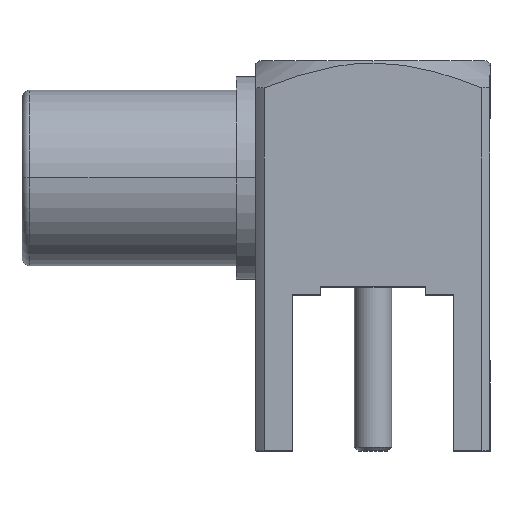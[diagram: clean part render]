
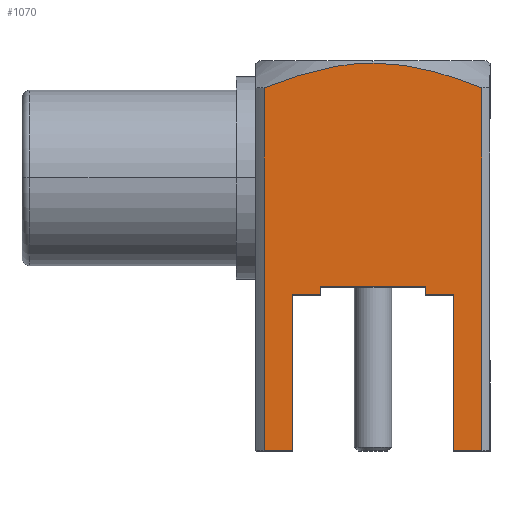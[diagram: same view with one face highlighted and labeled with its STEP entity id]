
A CAD part, top view. The second image highlights one B-rep face of the part: STEP entity #1070.
In plain terms, the highlighted planar face has unit normal (0, 0, 1).
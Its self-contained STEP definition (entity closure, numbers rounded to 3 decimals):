
#51 = VECTOR ( 'NONE', #3749, 1000. ) ;
#96 = EDGE_CURVE ( 'NONE', #1302, #1030, #3540, .T. ) ;
#118 = EDGE_CURVE ( 'NONE', #1907, #1336, #3356, .T. ) ;
#122 = ORIENTED_EDGE ( 'NONE', *, *, #2609, .T. ) ;
#144 = EDGE_CURVE ( 'NONE', #2707, #898, #670, .T. ) ;
#147 = VECTOR ( 'NONE', #3227, 1000. ) ;
#156 = LINE ( 'NONE', #3764, #2458 ) ;
#227 = EDGE_CURVE ( 'NONE', #1954, #888, #156, .T. ) ;
#233 = ORIENTED_EDGE ( 'NONE', *, *, #2322, .T. ) ;
#239 = VERTEX_POINT ( 'NONE', #3185 ) ;
#255 = EDGE_CURVE ( 'NONE', #2707, #2720, #869, .T. ) ;
#262 = DIRECTION ( 'NONE',  ( 1., 0., 0. ) ) ;
#269 = VERTEX_POINT ( 'NONE', #777 ) ;
#285 = CARTESIAN_POINT ( 'NONE',  ( 9., 2.942, 3. ) ) ;
#289 = AXIS2_PLACEMENT_3D ( 'NONE', #1667, #3447, #1344 ) ;
#308 = LINE ( 'NONE', #2175, #2608 ) ;
#353 = VECTOR ( 'NONE', #2750, 1000. ) ;
#411 = CARTESIAN_POINT ( 'NONE',  ( 7.65, -2.8, 3. ) ) ;
#417 = DIRECTION ( 'NONE',  ( 1., 0., 0. ) ) ;
#471 = CARTESIAN_POINT ( 'NONE',  ( 11.795, 3.708, 3. ) ) ;
#486 = VECTOR ( 'NONE', #743, 1000. ) ;
#573 = CARTESIAN_POINT ( 'NONE',  ( 9.483, 2.925, 3. ) ) ;
#601 = CARTESIAN_POINT ( 'NONE',  ( 7.65, -2.8, 3. ) ) ;
#670 = LINE ( 'NONE', #601, #2274 ) ;
#710 = CARTESIAN_POINT ( 'NONE',  ( 7.65, -3., 3. ) ) ;
#743 = DIRECTION ( 'NONE',  ( 0., -1., 0. ) ) ;
#777 = CARTESIAN_POINT ( 'NONE',  ( 9., 2.942, 3. ) ) ;
#824 = EDGE_CURVE ( 'NONE', #1336, #269, #3376, .T. ) ;
#869 = LINE ( 'NONE', #1092, #51 ) ;
#882 = CARTESIAN_POINT ( 'NONE',  ( 8.043, 2.873, 3. ) ) ;
#885 = EDGE_CURVE ( 'NONE', #239, #888, #3730, .T. ) ;
#888 = VERTEX_POINT ( 'NONE', #3837 ) ;
#889 = CARTESIAN_POINT ( 'NONE',  ( 10.193, 2.814, 3. ) ) ;
#897 = EDGE_LOOP ( 'NONE', ( #1987, #3780, #3367, #3514, #1120, #2314, #233, #1628, #2568, #3685, #1069, #122, #1346 ) ) ;
#898 = VERTEX_POINT ( 'NONE', #1447 ) ;
#945 = FACE_OUTER_BOUND ( 'NONE', #897, .T. ) ;
#981 = DIRECTION ( 'NONE',  ( 0., -1., 0. ) ) ;
#996 = B_SPLINE_CURVE_WITH_KNOTS ( 'NONE', 3,
 ( #1774, #2052, #882, #2979, #1197, #3281 ),
 .UNSPECIFIED., .F., .F.,
 ( 4, 2, 4 ),
 ( 0.006, 0.008, 0.009 ),
 .UNSPECIFIED. ) ;
#1030 = VERTEX_POINT ( 'NONE', #2897 ) ;
#1069 = ORIENTED_EDGE ( 'NONE', *, *, #3827, .T. ) ;
#1070 = ADVANCED_FACE ( 'NONE', ( #945 ), #3748, .T. ) ;
#1092 = CARTESIAN_POINT ( 'NONE',  ( 7.65, 11.485, 3. ) ) ;
#1120 = ORIENTED_EDGE ( 'NONE', *, *, #1693, .T. ) ;
#1169 = CARTESIAN_POINT ( 'NONE',  ( 4.9, -7., 3. ) ) ;
#1179 = CARTESIAN_POINT ( 'NONE',  ( 6.205, 2.307, 3. ) ) ;
#1197 = CARTESIAN_POINT ( 'NONE',  ( 6.653, 2.483, 3. ) ) ;
#1229 = DIRECTION ( 'NONE',  ( 0., 1., 0. ) ) ;
#1302 = VERTEX_POINT ( 'NONE', #1845 ) ;
#1336 = VERTEX_POINT ( 'NONE', #1925 ) ;
#1344 = DIRECTION ( 'NONE',  ( -1., 0., 0. ) ) ;
#1346 = ORIENTED_EDGE ( 'NONE', *, *, #885, .T. ) ;
#1354 = CARTESIAN_POINT ( 'NONE',  ( 4.9, -7., 3. ) ) ;
#1359 = LINE ( 'NONE', #1354, #3649 ) ;
#1412 = VECTOR ( 'NONE', #981, 1000. ) ;
#1441 = CARTESIAN_POINT ( 'NONE',  ( 6.925, -3., 3. ) ) ;
#1447 = CARTESIAN_POINT ( 'NONE',  ( 10.35, -2.8, 3. ) ) ;
#1608 = CARTESIAN_POINT ( 'NONE',  ( 10.35, -3., 3. ) ) ;
#1628 = ORIENTED_EDGE ( 'NONE', *, *, #2010, .T. ) ;
#1667 = CARTESIAN_POINT ( 'NONE',  ( 6., -7., 3. ) ) ;
#1693 = EDGE_CURVE ( 'NONE', #898, #1302, #1759, .T. ) ;
#1759 = LINE ( 'NONE', #2760, #147 ) ;
#1774 = CARTESIAN_POINT ( 'NONE',  ( 9., 2.942, 3. ) ) ;
#1790 = CARTESIAN_POINT ( 'NONE',  ( 11.347, 2.483, 3. ) ) ;
#1845 = CARTESIAN_POINT ( 'NONE',  ( 10.35, -3., 3. ) ) ;
#1907 = VERTEX_POINT ( 'NONE', #3283 ) ;
#1912 = VERTEX_POINT ( 'NONE', #1179 ) ;
#1925 = CARTESIAN_POINT ( 'NONE',  ( 11.795, 2.307, 3. ) ) ;
#1954 = VERTEX_POINT ( 'NONE', #1441 ) ;
#1987 = ORIENTED_EDGE ( 'NONE', *, *, #227, .F. ) ;
#2010 = EDGE_CURVE ( 'NONE', #3406, #1907, #1359, .T. ) ;
#2052 = CARTESIAN_POINT ( 'NONE',  ( 8.516, 2.942, 3. ) ) ;
#2175 = CARTESIAN_POINT ( 'NONE',  ( 7.65, -3., 3. ) ) ;
#2220 = EDGE_CURVE ( 'NONE', #1954, #2720, #308, .T. ) ;
#2274 = VECTOR ( 'NONE', #2408, 1000. ) ;
#2314 = ORIENTED_EDGE ( 'NONE', *, *, #96, .T. ) ;
#2322 = EDGE_CURVE ( 'NONE', #1030, #3406, #3657, .T. ) ;
#2368 = CARTESIAN_POINT ( 'NONE',  ( 11.075, -7., 3. ) ) ;
#2374 = CARTESIAN_POINT ( 'NONE',  ( 9.24, 2.942, 3. ) ) ;
#2408 = DIRECTION ( 'NONE',  ( 1., 0., 0. ) ) ;
#2458 = VECTOR ( 'NONE', #3287, 1000. ) ;
#2558 = VECTOR ( 'NONE', #1229, 1000. ) ;
#2568 = ORIENTED_EDGE ( 'NONE', *, *, #118, .T. ) ;
#2608 = VECTOR ( 'NONE', #417, 1000. ) ;
#2609 = EDGE_CURVE ( 'NONE', #1912, #239, #3692, .T. ) ;
#2684 = CARTESIAN_POINT ( 'NONE',  ( 9.959, 2.861, 3. ) ) ;
#2707 = VERTEX_POINT ( 'NONE', #411 ) ;
#2720 = VERTEX_POINT ( 'NONE', #710 ) ;
#2750 = DIRECTION ( 'NONE',  ( 1., 0., 0. ) ) ;
#2760 = CARTESIAN_POINT ( 'NONE',  ( 10.35, 11.485, 3. ) ) ;
#2768 = CARTESIAN_POINT ( 'NONE',  ( 6.205, 3.708, 3. ) ) ;
#2897 = CARTESIAN_POINT ( 'NONE',  ( 11.075, -3., 3. ) ) ;
#2958 = VECTOR ( 'NONE', #262, 1000. ) ;
#2979 = CARTESIAN_POINT ( 'NONE',  ( 7.113, 2.643, 3. ) ) ;
#2985 = CARTESIAN_POINT ( 'NONE',  ( 10.89, 2.641, 3. ) ) ;
#3132 = CARTESIAN_POINT ( 'NONE',  ( 11.075, 5.333, 3. ) ) ;
#3162 = DIRECTION ( 'NONE',  ( 1., 0., 0. ) ) ;
#3185 = CARTESIAN_POINT ( 'NONE',  ( 6.205, -7., 3. ) ) ;
#3227 = DIRECTION ( 'NONE',  ( 0., -1., 0. ) ) ;
#3281 = CARTESIAN_POINT ( 'NONE',  ( 6.205, 2.307, 3. ) ) ;
#3283 = CARTESIAN_POINT ( 'NONE',  ( 11.795, -7., 3. ) ) ;
#3287 = DIRECTION ( 'NONE',  ( 0., -1., 0. ) ) ;
#3356 = LINE ( 'NONE', #471, #2558 ) ;
#3367 = ORIENTED_EDGE ( 'NONE', *, *, #255, .F. ) ;
#3376 = B_SPLINE_CURVE_WITH_KNOTS ( 'NONE', 3,
 ( #3569, #1790, #2985, #889, #2684, #573, #2374, #285 ),
 .UNSPECIFIED., .F., .F.,
 ( 4, 2, 2, 4 ),
 ( 0.003, 0.005, 0.006, 0.006 ),
 .UNSPECIFIED. ) ;
#3406 = VERTEX_POINT ( 'NONE', #2368 ) ;
#3447 = DIRECTION ( 'NONE',  ( 0., 0., 1. ) ) ;
#3514 = ORIENTED_EDGE ( 'NONE', *, *, #144, .T. ) ;
#3540 = LINE ( 'NONE', #1608, #353 ) ;
#3569 = CARTESIAN_POINT ( 'NONE',  ( 11.795, 2.307, 3. ) ) ;
#3649 = VECTOR ( 'NONE', #3162, 1000. ) ;
#3657 = LINE ( 'NONE', #3132, #486 ) ;
#3685 = ORIENTED_EDGE ( 'NONE', *, *, #824, .T. ) ;
#3692 = LINE ( 'NONE', #2768, #1412 ) ;
#3730 = LINE ( 'NONE', #1169, #2958 ) ;
#3748 = PLANE ( 'NONE',  #289 ) ;
#3749 = DIRECTION ( 'NONE',  ( 0., -1., 0. ) ) ;
#3764 = CARTESIAN_POINT ( 'NONE',  ( 6.925, 5.333, 3. ) ) ;
#3780 = ORIENTED_EDGE ( 'NONE', *, *, #2220, .T. ) ;
#3827 = EDGE_CURVE ( 'NONE', #269, #1912, #996, .T. ) ;
#3837 = CARTESIAN_POINT ( 'NONE',  ( 6.925, -7., 3. ) ) ;
